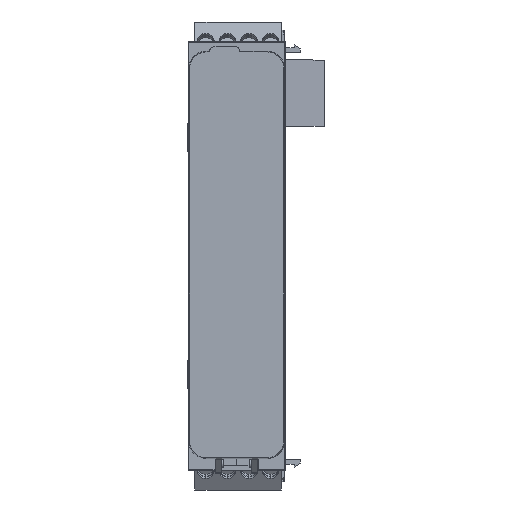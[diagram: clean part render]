
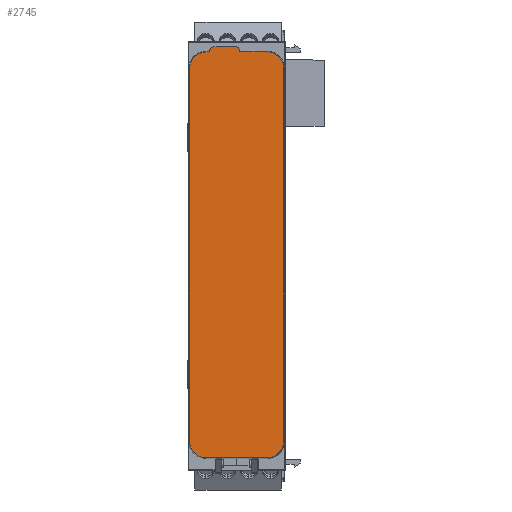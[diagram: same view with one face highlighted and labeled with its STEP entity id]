
A CAD part, left-side view. The second image highlights one B-rep face of the part: STEP entity #2745.
In plain terms, the highlighted planar face has unit normal (-1, 0, 0).
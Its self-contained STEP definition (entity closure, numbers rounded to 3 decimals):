
#138 = VECTOR ( 'NONE', #28724, 1000. ) ;
#306 = FACE_OUTER_BOUND ( 'NONE', #25855, .T. ) ;
#354 = CARTESIAN_POINT ( 'NONE',  ( -63.35, 17.483, 47.18 ) ) ;
#817 = AXIS2_PLACEMENT_3D ( 'NONE', #3795, #12755, #21689 ) ;
#1102 = VERTEX_POINT ( 'NONE', #26458 ) ;
#1212 = LINE ( 'NONE', #10169, #2786 ) ;
#1464 = EDGE_CURVE ( 'NONE', #16283, #13867, #1731, .T. ) ;
#1731 = CIRCLE ( 'NONE', #27010, 3.83 ) ;
#1868 = CARTESIAN_POINT ( 'NONE',  ( -63.35, 10.515, 47.18 ) ) ;
#2186 = VECTOR ( 'NONE', #4141, 1000. ) ;
#2435 = VERTEX_POINT ( 'NONE', #21156 ) ;
#2561 = CARTESIAN_POINT ( 'NONE',  ( -63.35, 4.2, -42.85 ) ) ;
#2745 = ADVANCED_FACE ( 'NONE', ( #306 ), #9256, .F. ) ;
#2786 = VECTOR ( 'NONE', #19109, 1000. ) ;
#2851 = CARTESIAN_POINT ( 'NONE',  ( -63.35, 18.3, -42.85 ) ) ;
#3187 = CIRCLE ( 'NONE', #19597, 3.83 ) ;
#3795 = CARTESIAN_POINT ( 'NONE',  ( -63.35, 11.5, 47.35 ) ) ;
#3868 = VERTEX_POINT ( 'NONE', #27553 ) ;
#3994 = DIRECTION ( 'NONE',  ( 0., 1., 0. ) ) ;
#4141 = DIRECTION ( 'NONE',  ( 0., 0., -1. ) ) ;
#4178 = DIRECTION ( 'NONE',  ( 0., 0., -1. ) ) ;
#4739 = CIRCLE ( 'NONE', #21136, 3.83 ) ;
#4874 = EDGE_CURVE ( 'NONE', #3868, #16283, #6379, .T. ) ;
#5199 = AXIS2_PLACEMENT_3D ( 'NONE', #7725, #16663, #25602 ) ;
#5557 = CIRCLE ( 'NONE', #21941, 3.83 ) ;
#6197 = ORIENTED_EDGE ( 'NONE', *, *, #28625, .F. ) ;
#6379 = LINE ( 'NONE', #15329, #12782 ) ;
#6413 = CARTESIAN_POINT ( 'NONE',  ( -63.35, 22.13, 43.35 ) ) ;
#6419 = CARTESIAN_POINT ( 'NONE',  ( -63.35, 11.5, 48.35 ) ) ;
#6521 = VERTEX_POINT ( 'NONE', #12207 ) ;
#6716 = EDGE_CURVE ( 'NONE', #13867, #13319, #10870, .T. ) ;
#6873 = LINE ( 'NONE', #15823, #12850 ) ;
#7050 = DIRECTION ( 'NONE',  ( 0., 0., -1. ) ) ;
#7100 = ORIENTED_EDGE ( 'NONE', *, *, #23742, .F. ) ;
#7725 = CARTESIAN_POINT ( 'NONE',  ( -63.35, 16.5, 47.352 ) ) ;
#8127 = EDGE_CURVE ( 'NONE', #22929, #6521, #6873, .T. ) ;
#8497 = DIRECTION ( 'NONE',  ( 0., 1., 0. ) ) ;
#9032 = EDGE_CURVE ( 'NONE', #20300, #22929, #13473, .T. ) ;
#9256 = PLANE ( 'NONE',  #10119 ) ;
#9986 = EDGE_CURVE ( 'NONE', #24574, #26255, #3187, .T. ) ;
#10059 = EDGE_CURVE ( 'NONE', #12673, #3868, #5557, .T. ) ;
#10119 = AXIS2_PLACEMENT_3D ( 'NONE', #18199, #27118, #7050 ) ;
#10169 = CARTESIAN_POINT ( 'NONE',  ( -63.35, 18.3, 48.35 ) ) ;
#10172 = CARTESIAN_POINT ( 'NONE',  ( -63.35, 18.3, -46.68 ) ) ;
#10870 = LINE ( 'NONE', #19804, #138 ) ;
#11524 = DIRECTION ( 'NONE',  ( 1., 0., 0. ) ) ;
#11619 = EDGE_CURVE ( 'NONE', #2435, #20300, #1212, .T. ) ;
#11775 = CARTESIAN_POINT ( 'NONE',  ( -63.35, 4.2, -46.68 ) ) ;
#11813 = DIRECTION ( 'NONE',  ( 1., 0., 0. ) ) ;
#12207 = CARTESIAN_POINT ( 'NONE',  ( -63.35, 4.2, 47.18 ) ) ;
#12563 = ORIENTED_EDGE ( 'NONE', *, *, #9032, .F. ) ;
#12673 = VERTEX_POINT ( 'NONE', #10172 ) ;
#12755 = DIRECTION ( 'NONE',  ( 1., 0., 0. ) ) ;
#12782 = VECTOR ( 'NONE', #24266, 1000. ) ;
#12850 = VECTOR ( 'NONE', #24755, 1000. ) ;
#12993 = ORIENTED_EDGE ( 'NONE', *, *, #8127, .F. ) ;
#13319 = VERTEX_POINT ( 'NONE', #354 ) ;
#13473 = CIRCLE ( 'NONE', #817, 1. ) ;
#13867 = VERTEX_POINT ( 'NONE', #20086 ) ;
#14287 = ORIENTED_EDGE ( 'NONE', *, *, #15542, .F. ) ;
#15155 = CARTESIAN_POINT ( 'NONE',  ( -63.35, 18.3, 43.35 ) ) ;
#15298 = LINE ( 'NONE', #24233, #2186 ) ;
#15329 = CARTESIAN_POINT ( 'NONE',  ( -63.35, 22.13, 43.35 ) ) ;
#15340 = CARTESIAN_POINT ( 'NONE',  ( -63.35, 4.2, 43.35 ) ) ;
#15483 = ORIENTED_EDGE ( 'NONE', *, *, #23563, .F. ) ;
#15542 = EDGE_CURVE ( 'NONE', #1102, #24574, #15298, .T. ) ;
#15585 = ORIENTED_EDGE ( 'NONE', *, *, #10059, .F. ) ;
#15823 = CARTESIAN_POINT ( 'NONE',  ( -63.35, 4.2, 47.18 ) ) ;
#16283 = VERTEX_POINT ( 'NONE', #6413 ) ;
#16663 = DIRECTION ( 'NONE',  ( 1., 0., 0. ) ) ;
#17438 = VECTOR ( 'NONE', #8497, 1000. ) ;
#17853 = CIRCLE ( 'NONE', #5199, 0.998 ) ;
#18199 = CARTESIAN_POINT ( 'NONE',  ( -63.35, 18.3, -42.85 ) ) ;
#18288 = CARTESIAN_POINT ( 'NONE',  ( -63.35, 0.37, -42.85 ) ) ;
#19109 = DIRECTION ( 'NONE',  ( 0., -1., 0. ) ) ;
#19597 = AXIS2_PLACEMENT_3D ( 'NONE', #2561, #11524, #20459 ) ;
#19635 = LINE ( 'NONE', #28551, #17438 ) ;
#19804 = CARTESIAN_POINT ( 'NONE',  ( -63.35, 18.343, 47.18 ) ) ;
#20086 = CARTESIAN_POINT ( 'NONE',  ( -63.35, 18.343, 47.18 ) ) ;
#20300 = VERTEX_POINT ( 'NONE', #6419 ) ;
#20459 = DIRECTION ( 'NONE',  ( 0., 0., -1. ) ) ;
#20753 = DIRECTION ( 'NONE',  ( 0., 1., 0. ) ) ;
#21136 = AXIS2_PLACEMENT_3D ( 'NONE', #15340, #24273, #4178 ) ;
#21156 = CARTESIAN_POINT ( 'NONE',  ( -63.35, 16.5, 48.35 ) ) ;
#21689 = DIRECTION ( 'NONE',  ( 0., 0., -1. ) ) ;
#21941 = AXIS2_PLACEMENT_3D ( 'NONE', #2851, #11813, #20753 ) ;
#22929 = VERTEX_POINT ( 'NONE', #1868 ) ;
#23557 = ORIENTED_EDGE ( 'NONE', *, *, #1464, .F. ) ;
#23563 = EDGE_CURVE ( 'NONE', #13319, #2435, #17853, .T. ) ;
#23742 = EDGE_CURVE ( 'NONE', #6521, #1102, #4739, .T. ) ;
#23982 = ORIENTED_EDGE ( 'NONE', *, *, #6716, .F. ) ;
#24083 = DIRECTION ( 'NONE',  ( 1., 0., 0. ) ) ;
#24233 = CARTESIAN_POINT ( 'NONE',  ( -63.35, 0.37, -42.85 ) ) ;
#24266 = DIRECTION ( 'NONE',  ( 0., 0., 1. ) ) ;
#24273 = DIRECTION ( 'NONE',  ( 1., 0., 0. ) ) ;
#24574 = VERTEX_POINT ( 'NONE', #18288 ) ;
#24755 = DIRECTION ( 'NONE',  ( 0., -1., 0. ) ) ;
#24848 = ORIENTED_EDGE ( 'NONE', *, *, #11619, .F. ) ;
#24947 = ORIENTED_EDGE ( 'NONE', *, *, #4874, .F. ) ;
#25602 = DIRECTION ( 'NONE',  ( 0., 0., -1. ) ) ;
#25843 = ORIENTED_EDGE ( 'NONE', *, *, #9986, .F. ) ;
#25855 = EDGE_LOOP ( 'NONE', ( #24848, #15483, #23982, #23557, #24947, #15585, #6197, #25843, #14287, #7100, #12993, #12563 ) ) ;
#26255 = VERTEX_POINT ( 'NONE', #11775 ) ;
#26458 = CARTESIAN_POINT ( 'NONE',  ( -63.35, 0.37, 43.35 ) ) ;
#27010 = AXIS2_PLACEMENT_3D ( 'NONE', #15155, #24083, #3994 ) ;
#27118 = DIRECTION ( 'NONE',  ( 1., 0., 0. ) ) ;
#27553 = CARTESIAN_POINT ( 'NONE',  ( -63.35, 22.13, -42.85 ) ) ;
#28551 = CARTESIAN_POINT ( 'NONE',  ( -63.35, 18.3, -46.68 ) ) ;
#28625 = EDGE_CURVE ( 'NONE', #26255, #12673, #19635, .T. ) ;
#28724 = DIRECTION ( 'NONE',  ( 0., -1., 0. ) ) ;
